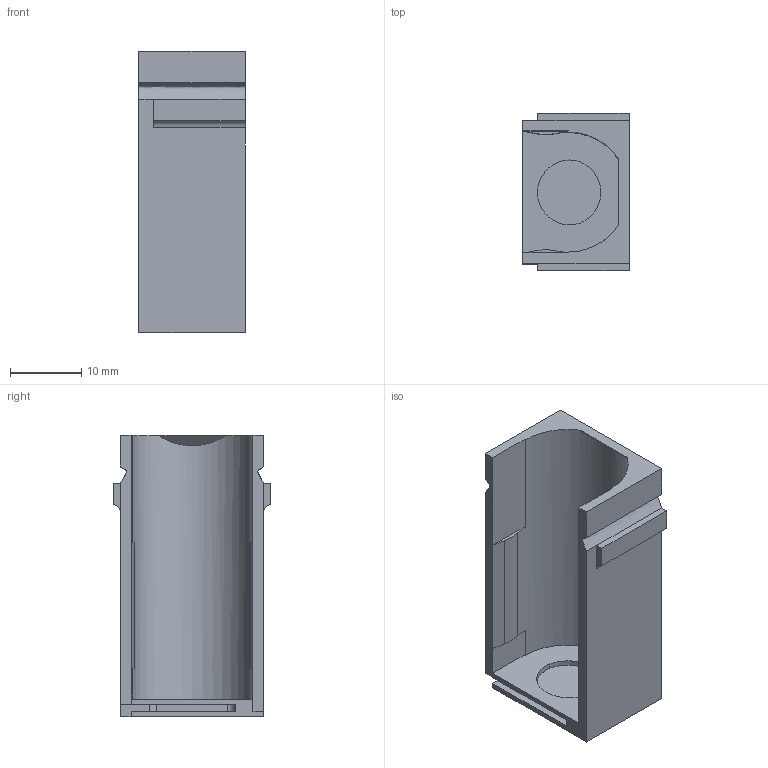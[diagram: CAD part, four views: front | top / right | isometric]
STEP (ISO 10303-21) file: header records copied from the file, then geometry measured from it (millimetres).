
FILE_DESCRIPTION(/* description */ (''),/* implementation_level */ '2;1');
FILE_NAME(/* name */ 'Batt holder.step',/* time_stamp */ '2025-12-07T22:10:43Z',/* author */ (''),/* organization */ (''),/* preprocessor_version */ 'ST-DEVELOPER v20.1',/* originating_system */ 'Autodesk Translation Framework v14.21.0.0',/* authorisation */ '');
FILE_SCHEMA (('AUTOMOTIVE_DESIGN { 1 0 10303 214 3 1 1 }'));
Length unit declared in the file: millimetre
Products named in the file (1): Batt holder
Bounding box: 14.9 x 22.05 x 39.43 mm (x, y, z)
Volume: 3537.5 mm3; surface area: 4500.3 mm2
Topology: 1 solids, 1 shells, 57 faces, 164 edges, 109 vertices
Faces by surface type: plane 46, cylinder 9, bspline 2
Entity records: 2202 total; most frequent: CARTESIAN_POINT 657, ORIENTED_EDGE 328, DIRECTION 299, EDGE_CURVE 164, LINE 133, VECTOR 133, VERTEX_POINT 109, AXIS2_PLACEMENT_3D 83
